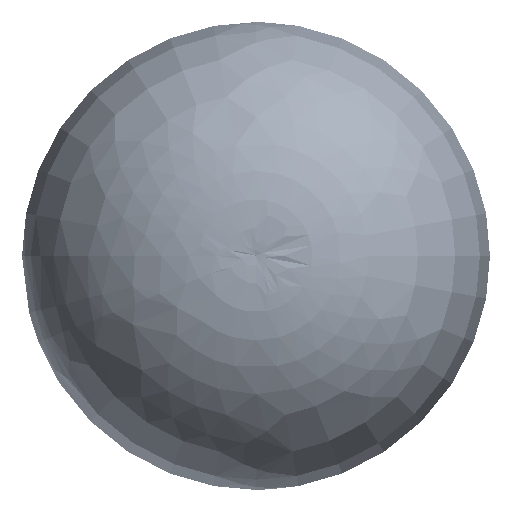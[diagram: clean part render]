
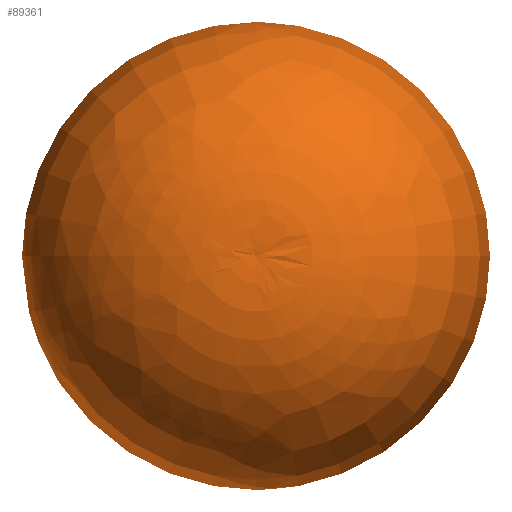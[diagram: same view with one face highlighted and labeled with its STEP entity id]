
A CAD part, top view. The second image highlights one B-rep face of the part: STEP entity #89361.
In plain terms, the highlighted free-form (B-spline) face has degree [2, 2] with [5, 9] control points.
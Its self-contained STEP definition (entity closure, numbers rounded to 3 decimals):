
#193=(
BOUNDED_CURVE()
B_SPLINE_CURVE(2,(#281184,#281185,#281186,#281187,#281188),
 .UNSPECIFIED.,.F.,.F.)
B_SPLINE_CURVE_WITH_KNOTS((3,2,3),(-0.524,0.588,
1.7),.UNSPECIFIED.)
CURVE()
GEOMETRIC_REPRESENTATION_ITEM()
RATIONAL_B_SPLINE_CURVE((1.,0.849,1.,0.849,1.))
REPRESENTATION_ITEM('')
);
#10362=(
BOUNDED_SURFACE()
B_SPLINE_SURFACE(2,2,((#281138,#281139,#281140,#281141,#281142,#281143,
#281144,#281145,#281146),(#281147,#281148,#281149,#281150,#281151,#281152,
#281153,#281154,#281155),(#281156,#281157,#281158,#281159,#281160,#281161,
#281162,#281163,#281164),(#281165,#281166,#281167,#281168,#281169,#281170,
#281171,#281172,#281173),(#281174,#281175,#281176,#281177,#281178,#281179,
#281180,#281181,#281182)),.UNSPECIFIED.,.F.,.T.,.F.)
B_SPLINE_SURFACE_WITH_KNOTS((3,2,3),(3,2,2,2,3),(-1.7,-0.588,
0.524),(-3.142,-1.571,0.,1.571,
3.142),.UNSPECIFIED.)
GEOMETRIC_REPRESENTATION_ITEM()
RATIONAL_B_SPLINE_SURFACE(((1.,0.707,1.,0.707,1.,
0.707,1.,0.707,1.),(0.849,0.601,
0.849,0.601,0.849,0.601,
0.849,0.601,0.849),(1.,0.707,
1.,0.707,1.,0.707,1.,0.707,1.),(0.849,
0.601,0.849,0.601,0.849,
0.601,0.849,0.601,0.849),
(1.,0.707,1.,0.707,1.,0.707,1.,0.707,
1.)))
REPRESENTATION_ITEM('')
SURFACE()
);
#15942=FACE_OUTER_BOUND('',#22817,.T.);
#22817=EDGE_LOOP('',(#77937,#77938,#77939,#77940));
#33816=CIRCLE('',#99615,1539.342);
#33817=CIRCLE('',#99616,1539.342);
#41623=VERTEX_POINT('',#281029);
#41624=VERTEX_POINT('',#281030);
#41628=VERTEX_POINT('',#281183);
#53726=EDGE_CURVE('',#41623,#41624,#33816,.T.);
#53727=EDGE_CURVE('',#41624,#41623,#33817,.T.);
#53732=EDGE_CURVE('',#41624,#41628,#193,.T.);
#77937=ORIENTED_EDGE('',*,*,#53726,.F.);
#77938=ORIENTED_EDGE('',*,*,#53727,.F.);
#77939=ORIENTED_EDGE('',*,*,#53732,.T.);
#77940=ORIENTED_EDGE('',*,*,#53732,.F.);
#89361=ADVANCED_FACE('',(#15942),#10362,.F.);
#99615=AXIS2_PLACEMENT_3D('',#281031,#122285,#122286);
#99616=AXIS2_PLACEMENT_3D('',#281032,#122287,#122288);
#122285=DIRECTION('center_axis',(-1.,0.,0.));
#122286=DIRECTION('ref_axis',(0.,0.,1.));
#122287=DIRECTION('center_axis',(-1.,0.,0.));
#122288=DIRECTION('ref_axis',(0.,0.,1.));
#281029=CARTESIAN_POINT('',(-773.27,-1339.342,0.));
#281030=CARTESIAN_POINT('',(-773.27,200.,-1539.342));
#281031=CARTESIAN_POINT('Origin',(-773.27,200.,0.));
#281032=CARTESIAN_POINT('Origin',(-773.27,200.,0.));
#281138=CARTESIAN_POINT('Ctrl Pts',(1533.553,200.,0.));
#281139=CARTESIAN_POINT('Ctrl Pts',(1533.553,200.,0.));
#281140=CARTESIAN_POINT('Ctrl Pts',(1533.553,200.,0.));
#281141=CARTESIAN_POINT('Ctrl Pts',(1533.553,200.,0.));
#281142=CARTESIAN_POINT('Ctrl Pts',(1533.553,200.,0.));
#281143=CARTESIAN_POINT('Ctrl Pts',(1533.553,200.,0.));
#281144=CARTESIAN_POINT('Ctrl Pts',(1533.553,200.,0.));
#281145=CARTESIAN_POINT('Ctrl Pts',(1533.553,200.,0.));
#281146=CARTESIAN_POINT('Ctrl Pts',(1533.553,200.,0.));
#281147=CARTESIAN_POINT('Ctrl Pts',(1657.836,200.,-952.978));
#281148=CARTESIAN_POINT('Ctrl Pts',(1657.836,-752.978,-952.978));
#281149=CARTESIAN_POINT('Ctrl Pts',(1657.836,-752.978,0.));
#281150=CARTESIAN_POINT('Ctrl Pts',(1657.836,-752.978,952.978));
#281151=CARTESIAN_POINT('Ctrl Pts',(1657.836,200.,952.978));
#281152=CARTESIAN_POINT('Ctrl Pts',(1657.836,1152.978,952.978));
#281153=CARTESIAN_POINT('Ctrl Pts',(1657.836,1152.978,0.));
#281154=CARTESIAN_POINT('Ctrl Pts',(1657.836,1152.978,-952.978));
#281155=CARTESIAN_POINT('Ctrl Pts',(1657.836,200.,-952.978));
#281156=CARTESIAN_POINT('Ctrl Pts',(858.43,200.,-1486.422));
#281157=CARTESIAN_POINT('Ctrl Pts',(858.43,-1286.422,
-1486.422));
#281158=CARTESIAN_POINT('Ctrl Pts',(858.43,-1286.422,
0.));
#281159=CARTESIAN_POINT('Ctrl Pts',(858.43,-1286.422,
1486.422));
#281160=CARTESIAN_POINT('Ctrl Pts',(858.43,200.,1486.422));
#281161=CARTESIAN_POINT('Ctrl Pts',(858.43,1686.422,1486.422));
#281162=CARTESIAN_POINT('Ctrl Pts',(858.43,1686.422,0.));
#281163=CARTESIAN_POINT('Ctrl Pts',(858.43,1686.422,-1486.422));
#281164=CARTESIAN_POINT('Ctrl Pts',(858.43,200.,-1486.422));
#281165=CARTESIAN_POINT('Ctrl Pts',(59.023,200.,-2019.867));
#281166=CARTESIAN_POINT('Ctrl Pts',(59.023,-1819.867,-2019.867));
#281167=CARTESIAN_POINT('Ctrl Pts',(59.023,-1819.867,0.));
#281168=CARTESIAN_POINT('Ctrl Pts',(59.023,-1819.867,2019.867));
#281169=CARTESIAN_POINT('Ctrl Pts',(59.023,200.,2019.867));
#281170=CARTESIAN_POINT('Ctrl Pts',(59.023,2219.867,2019.867));
#281171=CARTESIAN_POINT('Ctrl Pts',(59.023,2219.867,0.));
#281172=CARTESIAN_POINT('Ctrl Pts',(59.023,2219.867,-2019.867));
#281173=CARTESIAN_POINT('Ctrl Pts',(59.023,200.,-2019.867));
#281174=CARTESIAN_POINT('Ctrl Pts',(-773.27,200.,-1539.342));
#281175=CARTESIAN_POINT('Ctrl Pts',(-773.27,-1339.342,
-1539.342));
#281176=CARTESIAN_POINT('Ctrl Pts',(-773.27,-1339.342,
0.));
#281177=CARTESIAN_POINT('Ctrl Pts',(-773.27,-1339.342,
1539.342));
#281178=CARTESIAN_POINT('Ctrl Pts',(-773.27,200.,1539.342));
#281179=CARTESIAN_POINT('Ctrl Pts',(-773.27,1739.342,
1539.342));
#281180=CARTESIAN_POINT('Ctrl Pts',(-773.27,1739.342,
0.));
#281181=CARTESIAN_POINT('Ctrl Pts',(-773.27,1739.342,
-1539.342));
#281182=CARTESIAN_POINT('Ctrl Pts',(-773.27,200.,-1539.342));
#281183=CARTESIAN_POINT('',(1533.553,200.,0.));
#281184=CARTESIAN_POINT('Ctrl Pts',(-773.27,200.,-1539.342));
#281185=CARTESIAN_POINT('Ctrl Pts',(59.023,200.,-2019.867));
#281186=CARTESIAN_POINT('Ctrl Pts',(858.43,200.,-1486.422));
#281187=CARTESIAN_POINT('Ctrl Pts',(1657.836,200.,-952.978));
#281188=CARTESIAN_POINT('Ctrl Pts',(1533.553,200.,0.));
